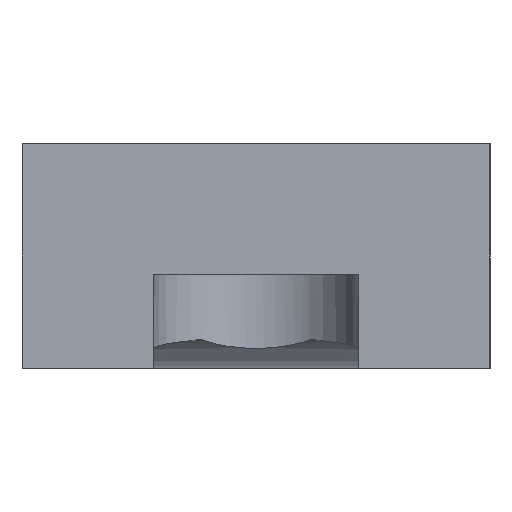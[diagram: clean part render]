
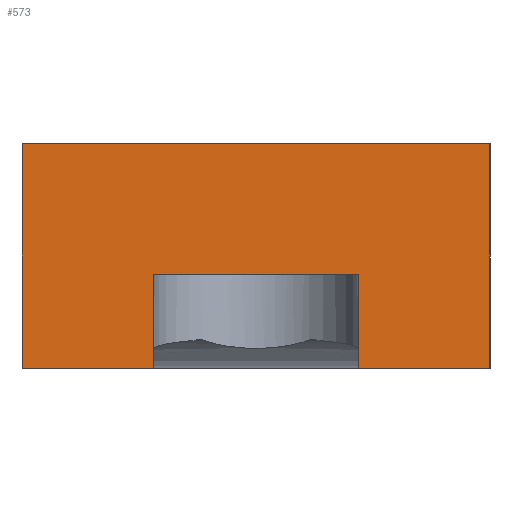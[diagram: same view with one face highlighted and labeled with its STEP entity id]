
A CAD part, left-side view. The second image highlights one B-rep face of the part: STEP entity #573.
In plain terms, the highlighted planar face has unit normal (-1, 0, 0).
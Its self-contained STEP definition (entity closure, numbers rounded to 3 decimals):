
#2 = LINE ( 'NONE', #685, #624 ) ;
#5 = DIRECTION ( 'NONE',  ( 0., 0., 1. ) ) ;
#18 = DIRECTION ( 'NONE',  ( 0., -1., 0. ) ) ;
#22 = ORIENTED_EDGE ( 'NONE', *, *, #304, .F. ) ;
#23 = VECTOR ( 'NONE', #347, 1000. ) ;
#27 = DIRECTION ( 'NONE',  ( 0., -1., 0. ) ) ;
#31 = ORIENTED_EDGE ( 'NONE', *, *, #496, .T. ) ;
#52 = CARTESIAN_POINT ( 'NONE',  ( -48., 5.5, 5. ) ) ;
#57 = PLANE ( 'NONE',  #295 ) ;
#64 = VERTEX_POINT ( 'NONE', #284 ) ;
#76 = CARTESIAN_POINT ( 'NONE',  ( -48., 12.5, 5. ) ) ;
#82 = VERTEX_POINT ( 'NONE', #719 ) ;
#114 = EDGE_CURVE ( 'NONE', #539, #269, #439, .T. ) ;
#115 = DIRECTION ( 'NONE',  ( -1., 0., 0. ) ) ;
#121 = DIRECTION ( 'NONE',  ( 0., -1., 0. ) ) ;
#136 = LINE ( 'NONE', #76, #326 ) ;
#151 = ORIENTED_EDGE ( 'NONE', *, *, #342, .F. ) ;
#179 = CARTESIAN_POINT ( 'NONE',  ( -48., 12.5, 0. ) ) ;
#180 = DIRECTION ( 'NONE',  ( 0., 0., 1. ) ) ;
#183 = LINE ( 'NONE', #354, #356 ) ;
#213 = ORIENTED_EDGE ( 'NONE', *, *, #114, .F. ) ;
#214 = EDGE_CURVE ( 'NONE', #267, #313, #290, .T. ) ;
#236 = CARTESIAN_POINT ( 'NONE',  ( -48., 12.5, 0. ) ) ;
#248 = VERTEX_POINT ( 'NONE', #52 ) ;
#267 = VERTEX_POINT ( 'NONE', #538 ) ;
#269 = VERTEX_POINT ( 'NONE', #562 ) ;
#278 = ORIENTED_EDGE ( 'NONE', *, *, #214, .T. ) ;
#284 = CARTESIAN_POINT ( 'NONE',  ( -48., 5.5, 0. ) ) ;
#290 = LINE ( 'NONE', #499, #306 ) ;
#292 = LINE ( 'NONE', #179, #23 ) ;
#295 = AXIS2_PLACEMENT_3D ( 'NONE', #667, #115, #296 ) ;
#296 = DIRECTION ( 'NONE',  ( 0., 0., 1. ) ) ;
#299 = ORIENTED_EDGE ( 'NONE', *, *, #588, .T. ) ;
#304 = EDGE_CURVE ( 'NONE', #82, #661, #2, .T. ) ;
#306 = VECTOR ( 'NONE', #329, 1000. ) ;
#311 = EDGE_CURVE ( 'NONE', #64, #248, #553, .T. ) ;
#313 = VERTEX_POINT ( 'NONE', #236 ) ;
#320 = CARTESIAN_POINT ( 'NONE',  ( -48., 12.5, 0. ) ) ;
#326 = VECTOR ( 'NONE', #27, 1000. ) ;
#329 = DIRECTION ( 'NONE',  ( 0., 0., -1. ) ) ;
#330 = DIRECTION ( 'NONE',  ( 0., 0., -1. ) ) ;
#342 = EDGE_CURVE ( 'NONE', #267, #539, #183, .T. ) ;
#347 = DIRECTION ( 'NONE',  ( 0., -1., 0. ) ) ;
#354 = CARTESIAN_POINT ( 'NONE',  ( -48., 12.5, 12. ) ) ;
#356 = VECTOR ( 'NONE', #121, 1000. ) ;
#375 = EDGE_LOOP ( 'NONE', ( #31, #506, #378, #22, #299, #213, #151, #278 ) ) ;
#378 = ORIENTED_EDGE ( 'NONE', *, *, #504, .T. ) ;
#401 = VECTOR ( 'NONE', #330, 1000. ) ;
#427 = VECTOR ( 'NONE', #5, 1000. ) ;
#439 = LINE ( 'NONE', #654, #401 ) ;
#449 = FACE_OUTER_BOUND ( 'NONE', #375, .T. ) ;
#496 = EDGE_CURVE ( 'NONE', #313, #64, #632, .T. ) ;
#499 = CARTESIAN_POINT ( 'NONE',  ( -48., 12.5, 12. ) ) ;
#504 = EDGE_CURVE ( 'NONE', #248, #661, #136, .T. ) ;
#506 = ORIENTED_EDGE ( 'NONE', *, *, #311, .T. ) ;
#519 = VECTOR ( 'NONE', #18, 1000. ) ;
#538 = CARTESIAN_POINT ( 'NONE',  ( -48., 12.5, 12. ) ) ;
#539 = VERTEX_POINT ( 'NONE', #574 ) ;
#553 = LINE ( 'NONE', #682, #427 ) ;
#562 = CARTESIAN_POINT ( 'NONE',  ( -48., -12.5, 0. ) ) ;
#563 = CARTESIAN_POINT ( 'NONE',  ( -48., -5.5, 5. ) ) ;
#573 = ADVANCED_FACE ( 'NONE', ( #449 ), #57, .T. ) ;
#574 = CARTESIAN_POINT ( 'NONE',  ( -48., -12.5, 12. ) ) ;
#588 = EDGE_CURVE ( 'NONE', #82, #269, #292, .T. ) ;
#624 = VECTOR ( 'NONE', #180, 1000. ) ;
#632 = LINE ( 'NONE', #320, #519 ) ;
#654 = CARTESIAN_POINT ( 'NONE',  ( -48., -12.5, 12. ) ) ;
#661 = VERTEX_POINT ( 'NONE', #563 ) ;
#667 = CARTESIAN_POINT ( 'NONE',  ( -48., 12.5, 12. ) ) ;
#682 = CARTESIAN_POINT ( 'NONE',  ( -48., 5.5, 12. ) ) ;
#685 = CARTESIAN_POINT ( 'NONE',  ( -48., -5.5, 12. ) ) ;
#719 = CARTESIAN_POINT ( 'NONE',  ( -48., -5.5, 0. ) ) ;
